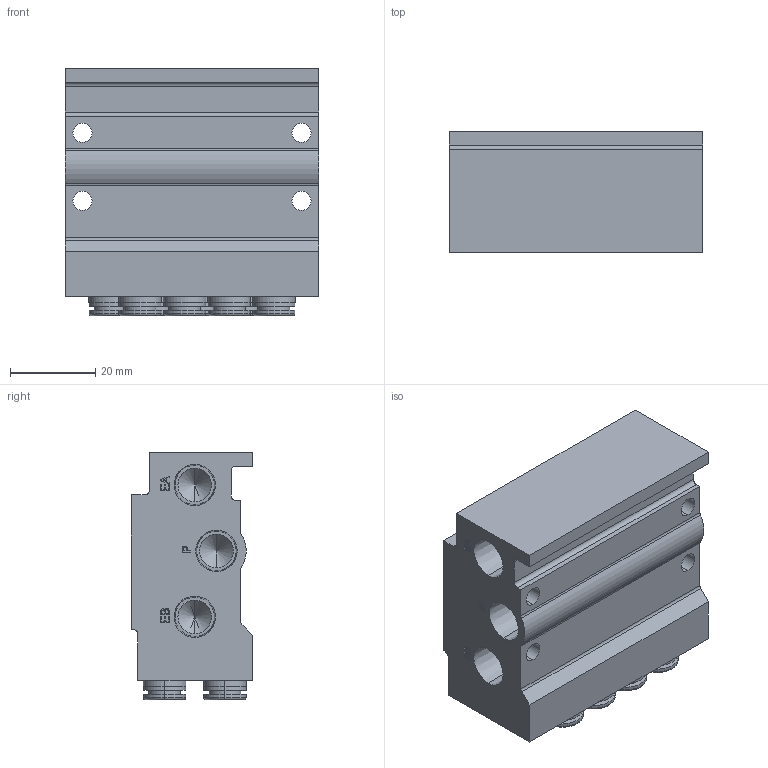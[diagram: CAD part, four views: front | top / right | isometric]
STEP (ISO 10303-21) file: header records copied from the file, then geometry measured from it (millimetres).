
FILE_DESCRIPTION (( 'STEP AP203' ), '1' );
FILE_NAME ('217-2952-000 Rev1.STEP', '2014-08-06T15:42:00', ( '' ), ( '' ), 'SwSTEP 2.0', 'SolidWorks 2014', '' );
FILE_SCHEMA (( 'CONFIG_CONTROL_DESIGN' ));
Length unit declared in the file: millimetre
Products named in the file (3): 217-2952-002 Rev1_1000-50A-N7; 217-2952-001 Rev1_41; 217-2952-000 Rev1
Assembly tree (9 placements, depth 2):
  217-2952-000 Rev1
    217-2952-001 Rev1_41
    217-2952-002 Rev1_1000-50A-N7  x8
Bounding box: 59.5 x 28.5 x 58.2 mm (x, y, z)
Volume: 73454.6 mm3; surface area: 26610.1 mm2
Topology: 9 solids, 9 shells, 523 faces, 1233 edges, 788 vertices
Faces by surface type: plane 251, cylinder 156, cone 56, bspline 44, torus 16
Entity records: 14732 total; most frequent: CARTESIAN_POINT 4877, ORIENTED_EDGE 1934, DIRECTION 1839, EDGE_CURVE 967, LINE 663, VECTOR 663, VERTEX_POINT 634, AXIS2_PLACEMENT_3D 588
